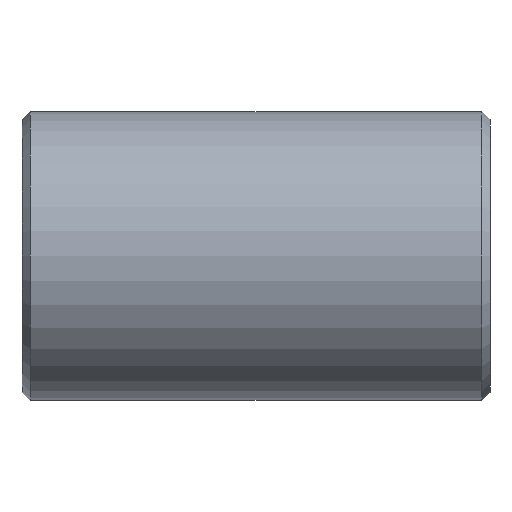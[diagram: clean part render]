
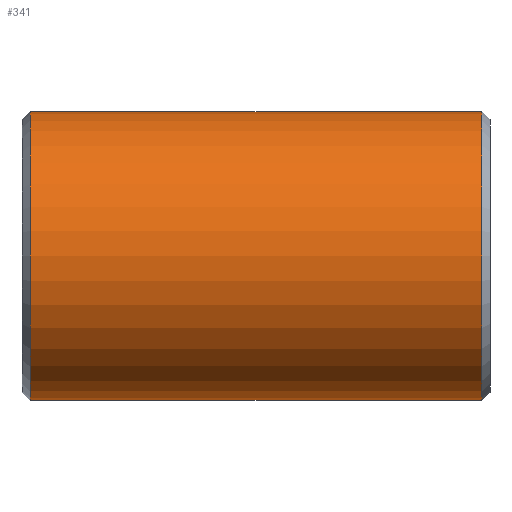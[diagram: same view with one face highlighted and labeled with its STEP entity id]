
A CAD part, front view. The second image highlights one B-rep face of the part: STEP entity #341.
In plain terms, the highlighted cylindrical face has radius 109.537 mm (diameter 219.075 mm), a partial arc.
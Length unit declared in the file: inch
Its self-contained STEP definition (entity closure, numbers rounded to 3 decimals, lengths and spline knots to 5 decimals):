
#4 = VERTEX_POINT ( 'NONE', #548 ) ;
#11 = ORIENTED_EDGE ( 'NONE', *, *, #289, .F. ) ;
#12 = AXIS2_PLACEMENT_3D ( 'NONE', #327, #547, #503 ) ;
#13 = LINE ( 'NONE', #62, #420 ) ;
#28 = DIRECTION ( 'NONE',  ( 0., 0., 1. ) ) ;
#41 = CIRCLE ( 'NONE', #165, 4.3125 ) ;
#62 = CARTESIAN_POINT ( 'NONE',  ( 7., 0., 4.3125 ) ) ;
#69 = VECTOR ( 'NONE', #206, 39.37008 ) ;
#74 = DIRECTION ( 'NONE',  ( 0., 0., 1. ) ) ;
#81 = EDGE_CURVE ( 'NONE', #279, #491, #282, .T. ) ;
#116 = LINE ( 'NONE', #488, #211 ) ;
#117 = CARTESIAN_POINT ( 'NONE',  ( 6.76033, 0., -4.3125 ) ) ;
#121 = CARTESIAN_POINT ( 'NONE',  ( 7., 0., 0. ) ) ;
#131 = ORIENTED_EDGE ( 'NONE', *, *, #210, .T. ) ;
#150 = CARTESIAN_POINT ( 'NONE',  ( 7., 0., 4.3125 ) ) ;
#156 = CARTESIAN_POINT ( 'NONE',  ( 7., 0., -4.3125 ) ) ;
#165 = AXIS2_PLACEMENT_3D ( 'NONE', #586, #537, #28 ) ;
#166 = CARTESIAN_POINT ( 'NONE',  ( 0., 0., -4.3125 ) ) ;
#171 = DIRECTION ( 'NONE',  ( -1., 0., 0. ) ) ;
#174 = CIRCLE ( 'NONE', #12, 4.3125 ) ;
#194 = VERTEX_POINT ( 'NONE', #257 ) ;
#206 = DIRECTION ( 'NONE',  ( -1., 0., 0. ) ) ;
#210 = EDGE_CURVE ( 'NONE', #4, #409, #13, .T. ) ;
#211 = VECTOR ( 'NONE', #354, 39.37008 ) ;
#234 = EDGE_CURVE ( 'NONE', #194, #4, #347, .T. ) ;
#257 = CARTESIAN_POINT ( 'NONE',  ( 6.76033, 0., 4.3125 ) ) ;
#279 = VERTEX_POINT ( 'NONE', #166 ) ;
#282 = LINE ( 'NONE', #156, #69 ) ;
#289 = EDGE_CURVE ( 'NONE', #355, #279, #116, .T. ) ;
#307 = EDGE_CURVE ( 'NONE', #409, #491, #41, .T. ) ;
#327 = CARTESIAN_POINT ( 'NONE',  ( 6.76033, 0., 0. ) ) ;
#341 = ADVANCED_FACE ( 'NONE', ( #583 ), #493, .T. ) ;
#347 = LINE ( 'NONE', #150, #507 ) ;
#354 = DIRECTION ( 'NONE',  ( -1., 0., 0. ) ) ;
#355 = VERTEX_POINT ( 'NONE', #117 ) ;
#364 = CARTESIAN_POINT ( 'NONE',  ( -6.76033, 0., -4.3125 ) ) ;
#409 = VERTEX_POINT ( 'NONE', #417 ) ;
#417 = CARTESIAN_POINT ( 'NONE',  ( -6.76033, 0., 4.3125 ) ) ;
#420 = VECTOR ( 'NONE', #439, 39.37008 ) ;
#439 = DIRECTION ( 'NONE',  ( -1., 0., 0. ) ) ;
#458 = ORIENTED_EDGE ( 'NONE', *, *, #307, .T. ) ;
#465 = ORIENTED_EDGE ( 'NONE', *, *, #234, .T. ) ;
#481 = ORIENTED_EDGE ( 'NONE', *, *, #81, .F. ) ;
#488 = CARTESIAN_POINT ( 'NONE',  ( 7., 0., -4.3125 ) ) ;
#491 = VERTEX_POINT ( 'NONE', #364 ) ;
#493 = CYLINDRICAL_SURFACE ( 'NONE', #549, 4.3125 ) ;
#503 = DIRECTION ( 'NONE',  ( 0., 0., -1. ) ) ;
#507 = VECTOR ( 'NONE', #570, 39.37008 ) ;
#511 = EDGE_CURVE ( 'NONE', #355, #194, #174, .T. ) ;
#533 = ORIENTED_EDGE ( 'NONE', *, *, #511, .T. ) ;
#537 = DIRECTION ( 'NONE',  ( 1., 0., 0. ) ) ;
#547 = DIRECTION ( 'NONE',  ( -1., 0., 0. ) ) ;
#548 = CARTESIAN_POINT ( 'NONE',  ( 0., 0., 4.3125 ) ) ;
#549 = AXIS2_PLACEMENT_3D ( 'NONE', #121, #171, #74 ) ;
#554 = EDGE_LOOP ( 'NONE', ( #11, #533, #465, #131, #458, #481 ) ) ;
#570 = DIRECTION ( 'NONE',  ( -1., 0., 0. ) ) ;
#583 = FACE_OUTER_BOUND ( 'NONE', #554, .T. ) ;
#586 = CARTESIAN_POINT ( 'NONE',  ( -6.76033, 0., 0. ) ) ;
